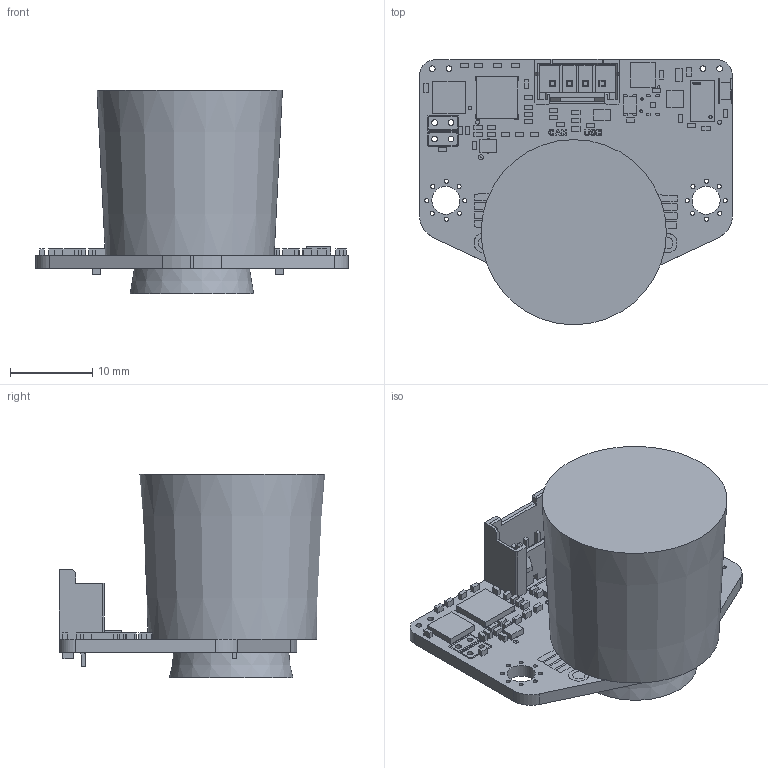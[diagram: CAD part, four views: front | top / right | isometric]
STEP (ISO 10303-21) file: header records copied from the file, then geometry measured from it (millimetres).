
FILE_DESCRIPTION(/* description */ ('Designed by EasyEDA Pro'),/* implementation_level */ '2;1');
FILE_NAME(/* name */ '3D_Cartographer V4_Rev1_2025-11-16-SilkScreen-vert-jst.step',/* time_stamp */ '2025-11-16T14:37:07Z',/* author */ (''),/* organization */ (''),/* preprocessor_version */ 'ST-DEVELOPER v20.1',/* originating_system */ 'Autodesk Translation Framework v14.21.0.0',/* authorisation */ '');
FILE_SCHEMA (('AUTOMOTIVE_DESIGN { 1 0 10303 214 3 1 1 }'));
Length unit declared in the file: millimetre
Products named in the file (41): EasyEDA PCB Model~AbM6; Board~AbM6; TopSilkscreen~AbM6; BottomSilkscreen~AbM6; U10~UQFN-10_L2.0-W1.5-P0.50-TL~UQFN-10_L2.0-W1.5-H0.6-P0.50~AbM6; UQFN-10_L2.0-W1.5-P0.50-TL~UQFN-10_L2.0-W1.5-H0.6-P0.50~AbM6; U11~UQFN-10_L2.0-W1.5-P0.50-TL~UQFN-10_L2.0-W1.5-H0.6-P0.50~AbM6; UQFN-10_L2.0-W1.5-P0.50-TL~UQFN-10_L2.0-W1.5-H0.6-P0.50~AbM6_1; U7~LGA-14_L5.0-W3.0-P0.80-BL-1~LGA-14_L5.0-W3.0-P0.80-BL-1~AbM6; LGA-14_L5.0-W3.0-P0.80-BL-1~LGA-14_L5.0-W3.0-P0.80-BL-1~AbM6; LED1~LED0402~LED0402_L1.0-W0.5-H0.2~AbM6; U1~WSON-12_L4.0-W4.0-P0.50-BL-EP~WSON-12_L4.0-W4.0-H0.8-P0.50~AbM6; WSON-12_L4.0-W4.0-P0.50-BL-EP~WSON-12_L4.0-W4.0-H0.8-P0.50~AbM6; R6~R0402~R0402_L1.0-W0.5-H0.5~AbM6; C8~C0402~C0402_L1.0-W0.5-H0.5~AbM6; X1~OSC-SMD_4P-L2.0-W1.6-BL-1~OSC-SMD_4P-L2.0-W1.6-H0.8~AbM6; OSC-SMD_4P-L2.0-W1.6-BL-1~OSC-SMD_4P-L2.0-W1.6-H0.8~AbM6; U15~IND-SMD_4P-L2.0-W1.2~IND-SMD_4P-L2.0-W1.2-H1.2~AbM6; IND-SMD_4P-L2.0-W1.2~IND-SMD_4P-L2.0-W1.2-H1.2~AbM6; LDO1~SC-70-5_L2.1-W1.3-P0.65-LS2.1-BR~SC-70-5_L2.1-W1.3-H1.0-LS2.1-P0.
65~AbM6; SC-70-5_L2.1-W1.3-P0.65-LS2.1-BR~SC-70-5_L2.1-W1.3-H1.0-LS2.1-P0.65~A
bM6; D1~X2-DFN1006-2_L1.0-W0.6-P0.65-RD~X2-DFN1006-2_L1.0-W0.6-H0.4-P0.65-
RD~AbM6; X2-DFN1006-2_L1.0-W0.6-P0.65-RD~X2-DFN1006-2_L1.0-W0.6-H0.4-P0.65-RD~
AbM6; C9~C0603~C0603_L1.6-W0.8-H0.8~AbM6; C0603~C0603_L1.6-W0.8-H0.8~AbM6; U13~UFQFPN-32_L5.0-W5.0-P0.50-BL-EP3.5~UFQFPN-32_L5.0-W5.0-H0.6-P0.50
~AbM6; UFQFPN-32_L5.0-W5.0-P0.50-BL-EP3.5~UFQFPN-32_L5.0-W5.0-H0.6-P0.50~AbM
6; R19~R0402~R0402_L1.0-W0.5-H0.4~AbM6; R17~R0805~R0805_L2.0-W1.3-H0.6~AbM6; R0805~R0805_L2.0-W1.3-H0.6~AbM6; USB~LED0402~LED0402_L1.0-W0.5-H0.2~AbM6; R25~R0402~R0402_L1.0-W0.5-H0.5~AbM6; C12~C0402~C0402_L1.0-W0.5-H0.5~AbM6; R26~R0402~R0402_L1.0-W0.5-H0.4~AbM6; U5~DFN-8_L3.0-W3.0-P0.65-BL-EP~DFN-8_L3.0-W3.0-H0.9-P0.65~AbM6; DFN-8_L3.0-W3.0-P0.65-BL-EP~DFN-8_L3.0-W3.0-H0.9-P0.65~AbM6; C13~CAP-SMD_L2.0-W1.3-FD~CAP-SMD_L2.0-W1.3-FD~AbM6; CAP-SMD_L2.0-W1.3-FD~CAP-SMD_L2.0-W1.3-FD~AbM6; FusionComponent; FusionComponent_1 ...
Assembly tree (73 placements, depth 3):
  EasyEDA PCB Model~AbM6
    Board~AbM6
    TopSilkscreen~AbM6
    BottomSilkscreen~AbM6
    U10~UQFN-10_L2.0-W1.5-P0.50-TL~UQFN-10_L2.0-W1.5-H0.6-P0.50~AbM6
      UQFN-10_L2.0-W1.5-P0.50-TL~UQFN-10_L2.0-W1.5-H0.6-P0.50~AbM6
    U11~UQFN-10_L2.0-W1.5-P0.50-TL~UQFN-10_L2.0-W1.5-H0.6-P0.50~AbM6
      UQFN-10_L2.0-W1.5-P0.50-TL~UQFN-10_L2.0-W1.5-H0.6-P0.50~AbM6_1
    U7~LGA-14_L5.0-W3.0-P0.80-BL-1~LGA-14_L5.0-W3.0-P0.80-BL-1~AbM6
      LGA-14_L5.0-W3.0-P0.80-BL-1~LGA-14_L5.0-W3.0-P0.80-BL-1~AbM6
    LED1~LED0402~LED0402_L1.0-W0.5-H0.2~AbM6
      USB~LED0402~LED0402_L1.0-W0.5-H0.2~AbM6
    U1~WSON-12_L4.0-W4.0-P0.50-BL-EP~WSON-12_L4.0-W4.0-H0.8-P0.50~AbM6
      WSON-12_L4.0-W4.0-P0.50-BL-EP~WSON-12_L4.0-W4.0-H0.8-P0.50~AbM6
    R6~R0402~R0402_L1.0-W0.5-H0.5~AbM6
      R25~R0402~R0402_L1.0-W0.5-H0.5~AbM6
    C8~C0402~C0402_L1.0-W0.5-H0.5~AbM6
      C12~C0402~C0402_L1.0-W0.5-H0.5~AbM6
    X1~OSC-SMD_4P-L2.0-W1.6-BL-1~OSC-SMD_4P-L2.0-W1.6-H0.8~AbM6
      OSC-SMD_4P-L2.0-W1.6-BL-1~OSC-SMD_4P-L2.0-W1.6-H0.8~AbM6
    U15~IND-SMD_4P-L2.0-W1.2~IND-SMD_4P-L2.0-W1.2-H1.2~AbM6
      IND-SMD_4P-L2.0-W1.2~IND-SMD_4P-L2.0-W1.2-H1.2~AbM6
    LDO1~SC-70-5_L2.1-W1.3-P0.65-LS2.1-BR~SC-70-5_L2.1-W1.3-H1.0-LS2.1-P0.
65~AbM6
      SC-70-5_L2.1-W1.3-P0.65-LS2.1-BR~SC-70-5_L2.1-W1.3-H1.0-LS2.1-P0.65~A
bM6
    D1~X2-DFN1006-2_L1.0-W0.6-P0.65-RD~X2-DFN1006-2_L1.0-W0.6-H0.4-P0.65-
RD~AbM6
      X2-DFN1006-2_L1.0-W0.6-P0.65-RD~X2-DFN1006-2_L1.0-W0.6-H0.4-P0.65-RD~
AbM6
    C9~C0603~C0603_L1.6-W0.8-H0.8~AbM6
      C0603~C0603_L1.6-W0.8-H0.8~AbM6
    U13~UFQFPN-32_L5.0-W5.0-P0.50-BL-EP3.5~UFQFPN-32_L5.0-W5.0-H0.6-P0.50
~AbM6
      UFQFPN-32_L5.0-W5.0-P0.50-BL-EP3.5~UFQFPN-32_L5.0-W5.0-H0.6-P0.50~AbM
6
    R19~R0402~R0402_L1.0-W0.5-H0.4~AbM6
      R26~R0402~R0402_L1.0-W0.5-H0.4~AbM6
    R17~R0805~R0805_L2.0-W1.3-H0.6~AbM6
      R0805~R0805_L2.0-W1.3-H0.6~AbM6
    USB~LED0402~LED0402_L1.0-W0.5-H0.2~AbM6  x2
    R25~R0402~R0402_L1.0-W0.5-H0.5~AbM6  x8
    C12~C0402~C0402_L1.0-W0.5-H0.5~AbM6  x19
    R26~R0402~R0402_L1.0-W0.5-H0.4~AbM6  x4
    U5~DFN-8_L3.0-W3.0-P0.65-BL-EP~DFN-8_L3.0-W3.0-H0.9-P0.65~AbM6
      DFN-8_L3.0-W3.0-P0.65-BL-EP~DFN-8_L3.0-W3.0-H0.9-P0.65~AbM6
    C13~CAP-SMD_L2.0-W1.3-FD~CAP-SMD_L2.0-W1.3-FD~AbM6
      CAP-SMD_L2.0-W1.3-FD~CAP-SMD_L2.0-W1.3-FD~AbM6
    FusionComponent
    FusionComponent_1
    353620450
Bounding box: 37.97 x 32.28 x 24.69 mm (x, y, z)
Volume: 9493.1 mm3; surface area: 5897.9 mm2
Topology: 54 solids, 169 shells, 932 faces, 6835 edges, 6170 vertices
Faces by surface type: plane 787, bspline 98, cylinder 45, cone 2
Full cylindrical faces by diameter (mm): 0.394 x1, 0.5 x16, 0.7 x8, 0.762 x4, 3.4 x2
Entity records: 61694 total; most frequent: CARTESIAN_POINT 14217, DIRECTION 8740, ORIENTED_EDGE 8012, EDGE_CURVE 6439, VERTEX_POINT 5906, LINE 5426, VECTOR 5426, AXIS2_PLACEMENT_3D 1657
